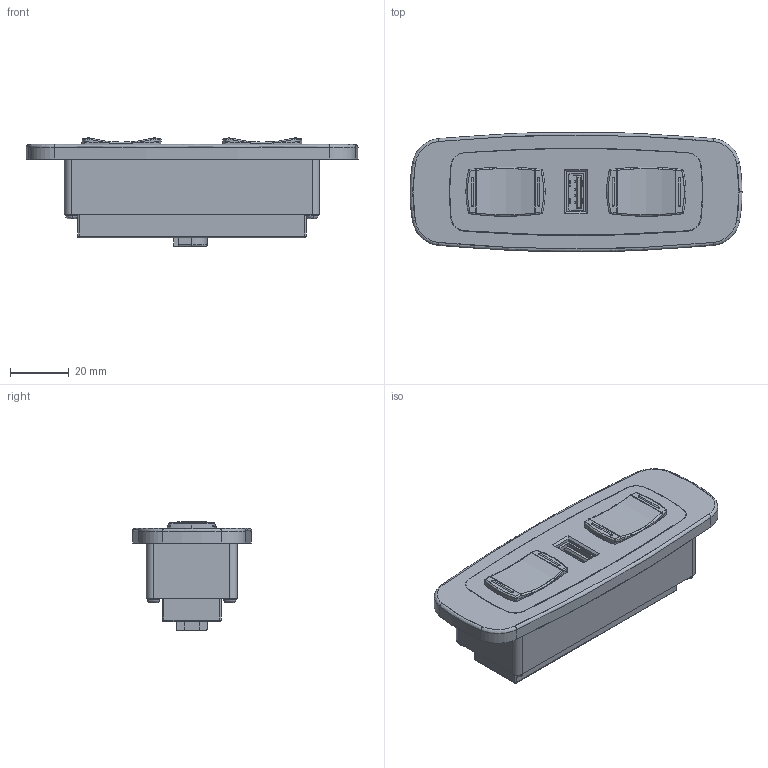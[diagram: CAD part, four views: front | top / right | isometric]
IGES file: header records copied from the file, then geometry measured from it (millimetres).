
Start section: SolidWorks IGES file using analytic representation for surfaces
Global section: file name: HS Chair-Control Seesaw.IGS; native system: SolidWorks 2016; preprocessor: SolidWorks 2016; author: ckuhn; date: 160830.091754; units: millimetre
Bounding box: 113.22 x 40.85 x 37.1 mm (x, y, z)
Surface area: 23202.9 mm2 (no closed solid volume)
Topology: 0 solids, 0 shells, 688 faces, 6301 edges, 6291 vertices
Faces by surface type: bspline 398, revolution 290
